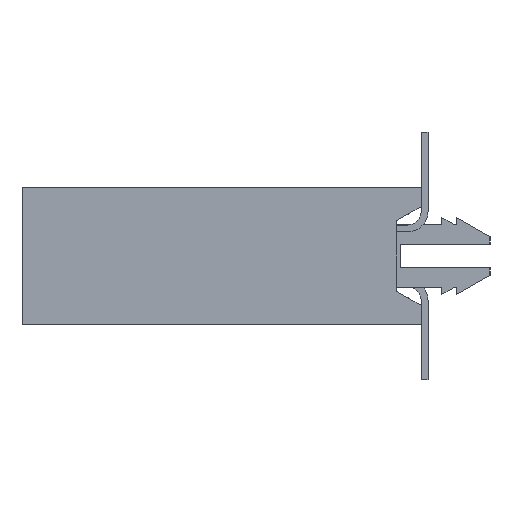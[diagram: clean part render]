
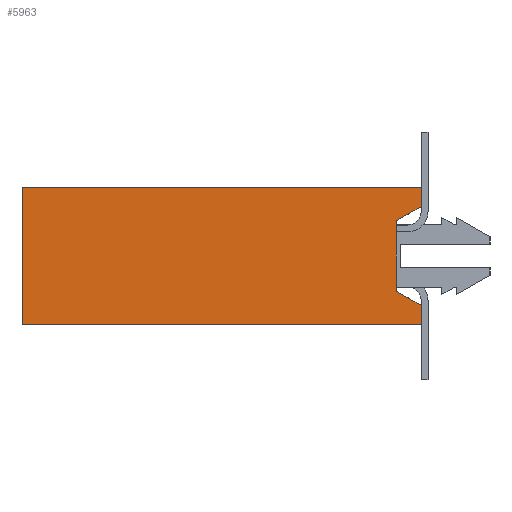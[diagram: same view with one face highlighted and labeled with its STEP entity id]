
A CAD part, left-side view. The second image highlights one B-rep face of the part: STEP entity #5963.
In plain terms, the highlighted planar face has unit normal (-1, 0, 0).
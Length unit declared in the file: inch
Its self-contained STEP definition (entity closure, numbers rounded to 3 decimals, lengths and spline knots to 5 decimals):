
#881=ORIENTED_EDGE('',*,*,#2272,.F.);
#882=ORIENTED_EDGE('',*,*,#2083,.T.);
#883=ORIENTED_EDGE('',*,*,#2172,.F.);
#884=ORIENTED_EDGE('',*,*,#2325,.F.);
#885=ORIENTED_EDGE('',*,*,#2166,.T.);
#886=ORIENTED_EDGE('',*,*,#2115,.T.);
#887=ORIENTED_EDGE('',*,*,#2324,.F.);
#888=ORIENTED_EDGE('',*,*,#2326,.F.);
#2083=EDGE_CURVE('',#2864,#2863,#3495,.T.);
#2115=EDGE_CURVE('',#2896,#2895,#3527,.T.);
#2166=EDGE_CURVE('',#2939,#2896,#3578,.T.);
#2172=EDGE_CURVE('',#2943,#2863,#3584,.T.);
#2272=EDGE_CURVE('',#2864,#3028,#3684,.T.);
#2324=EDGE_CURVE('',#3072,#2895,#3736,.T.);
#2325=EDGE_CURVE('',#2939,#2943,#3737,.T.);
#2326=EDGE_CURVE('',#3028,#3072,#3738,.T.);
#2863=VERTEX_POINT('',#8539);
#2864=VERTEX_POINT('',#8541);
#2895=VERTEX_POINT('',#8611);
#2896=VERTEX_POINT('',#8613);
#2939=VERTEX_POINT('',#8708);
#2943=VERTEX_POINT('',#8718);
#3028=VERTEX_POINT('',#8917);
#3072=VERTEX_POINT('',#9029);
#3495=LINE('',#8540,#4331);
#3527=LINE('',#8612,#4363);
#3578=LINE('',#8707,#4414);
#3584=LINE('',#8719,#4420);
#3684=LINE('',#8919,#4520);
#3736=LINE('',#9030,#4572);
#3737=LINE('',#9032,#4573);
#3738=LINE('',#9033,#4574);
#4331=VECTOR('',#6972,39.37008);
#4363=VECTOR('',#7020,39.37008);
#4414=VECTOR('',#7073,39.37008);
#4420=VECTOR('',#7081,39.37008);
#4520=VECTOR('',#7211,39.37008);
#4572=VECTOR('',#7293,39.37008);
#4573=VECTOR('',#7296,39.37008);
#4574=VECTOR('',#7297,39.37008);
#5047=EDGE_LOOP('',(#881,#882,#883,#884,#885,#886,#887,#888));
#5367=FACE_BOUND('',#5047,.T.);
#5668=PLANE('',#6313);
#5963=ADVANCED_FACE('',(#5367),#5668,.F.);
#6313=AXIS2_PLACEMENT_3D('',#9031,#7294,#7295);
#6972=DIRECTION('',(0.,0.,1.));
#7020=DIRECTION('',(0.,0.,1.));
#7073=DIRECTION('',(0.,-1.,0.));
#7081=DIRECTION('',(0.,-1.,0.));
#7211=DIRECTION('',(0.,0.866,-0.5));
#7293=DIRECTION('',(0.,-0.866,-0.5));
#7294=DIRECTION('',(1.,0.,0.));
#7295=DIRECTION('',(0.,0.,-1.));
#7296=DIRECTION('',(0.,0.,1.));
#7297=DIRECTION('',(0.,0.,-1.));
#8539=CARTESIAN_POINT('',(-0.35,0.,0.05));
#8540=CARTESIAN_POINT('',(-0.35,0.,-0.05));
#8541=CARTESIAN_POINT('',(-0.35,0.,0.036));
#8611=CARTESIAN_POINT('',(-0.35,0.,-0.036));
#8612=CARTESIAN_POINT('',(-0.35,0.,-0.05));
#8613=CARTESIAN_POINT('',(-0.35,0.,-0.05));
#8707=CARTESIAN_POINT('',(-0.35,0.29,-0.05));
#8708=CARTESIAN_POINT('',(-0.35,0.29,-0.05));
#8718=CARTESIAN_POINT('',(-0.35,0.29,0.05));
#8719=CARTESIAN_POINT('',(-0.35,0.29,0.05));
#8917=CARTESIAN_POINT('',(-0.35,0.018,0.02561));
#8919=CARTESIAN_POINT('',(-0.35,0.25474,-0.11107));
#9029=CARTESIAN_POINT('',(-0.35,0.018,-0.02561));
#9030=CARTESIAN_POINT('',(-0.35,0.21144,0.08607));
#9031=CARTESIAN_POINT('',(-0.35,0.29,-0.05));
#9032=CARTESIAN_POINT('',(-0.35,0.29,-0.05));
#9033=CARTESIAN_POINT('',(-0.35,0.018,-0.05));
